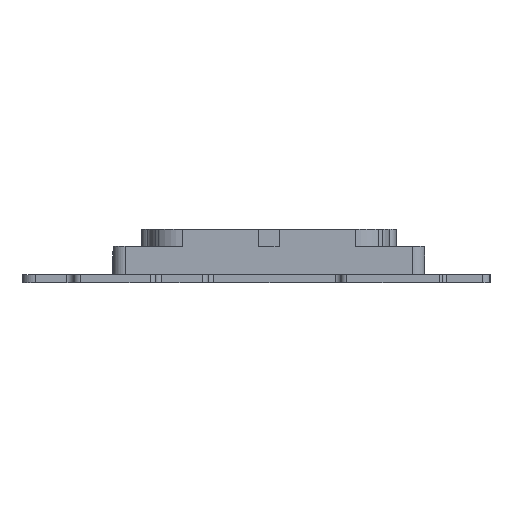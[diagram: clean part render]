
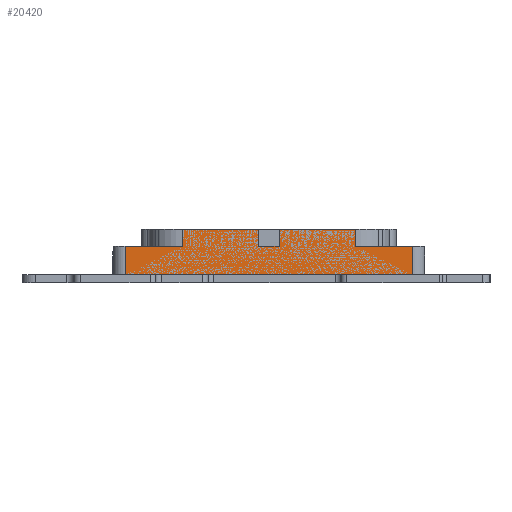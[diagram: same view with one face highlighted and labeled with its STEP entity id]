
A CAD part, left-side view. The second image highlights one B-rep face of the part: STEP entity #20420.
In plain terms, the highlighted planar face has unit normal (-1, 0, 0).
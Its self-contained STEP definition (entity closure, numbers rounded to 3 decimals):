
#726=PLANE('',#22111);
#1598=FACE_OUTER_BOUND('',#2773,.T.);
#2773=EDGE_LOOP('',(#17825,#17826,#17827,#17828,#17829,#17830,#17831,#17832,
#17833,#17834,#17835,#17836));
#4172=LINE('',#31502,#6304);
#4174=LINE('',#31508,#6306);
#4187=LINE('',#31536,#6319);
#4229=LINE('',#31639,#6361);
#4230=LINE('',#31644,#6362);
#4606=LINE('',#32574,#6738);
#4756=LINE('',#33037,#6888);
#4757=LINE('',#33042,#6889);
#4770=LINE('',#33084,#6902);
#4786=LINE('',#33140,#6918);
#4788=LINE('',#33144,#6920);
#4805=LINE('',#33209,#6937);
#6304=VECTOR('',#25539,10.);
#6306=VECTOR('',#25543,10.);
#6319=VECTOR('',#25566,10.);
#6361=VECTOR('',#25628,10.);
#6362=VECTOR('',#25637,10.);
#6738=VECTOR('',#26491,10.);
#6888=VECTOR('',#26919,10.);
#6889=VECTOR('',#26924,10.);
#6902=VECTOR('',#26967,10.);
#6918=VECTOR('',#27033,10.);
#6920=VECTOR('',#27039,10.);
#6937=VECTOR('',#27122,10.);
#9237=VERTEX_POINT('',#31495);
#9240=VERTEX_POINT('',#31500);
#9242=VERTEX_POINT('',#31505);
#9243=VERTEX_POINT('',#31507);
#9253=VERTEX_POINT('',#31535);
#9304=VERTEX_POINT('',#31637);
#9618=VERTEX_POINT('',#32571);
#9619=VERTEX_POINT('',#32573);
#9793=VERTEX_POINT('',#33035);
#9794=VERTEX_POINT('',#33039);
#9809=VERTEX_POINT('',#33083);
#9824=VERTEX_POINT('',#33139);
#11740=EDGE_CURVE('',#9240,#9237,#4172,.T.);
#11742=EDGE_CURVE('',#9242,#9243,#4174,.T.);
#11757=EDGE_CURVE('',#9237,#9253,#4187,.T.);
#11809=EDGE_CURVE('',#9304,#9242,#4229,.T.);
#11812=EDGE_CURVE('',#9243,#9240,#4230,.T.);
#12274=EDGE_CURVE('',#9619,#9618,#4606,.T.);
#12511=EDGE_CURVE('',#9793,#9619,#4756,.T.);
#12513=EDGE_CURVE('',#9794,#9618,#4757,.T.);
#12534=EDGE_CURVE('',#9793,#9809,#4770,.T.);
#12564=EDGE_CURVE('',#9824,#9253,#4786,.T.);
#12567=EDGE_CURVE('',#9304,#9809,#4788,.T.);
#12599=EDGE_CURVE('',#9794,#9824,#4805,.T.);
#17825=ORIENTED_EDGE('',*,*,#11740,.F.);
#17826=ORIENTED_EDGE('',*,*,#11812,.F.);
#17827=ORIENTED_EDGE('',*,*,#11742,.F.);
#17828=ORIENTED_EDGE('',*,*,#11809,.F.);
#17829=ORIENTED_EDGE('',*,*,#12567,.T.);
#17830=ORIENTED_EDGE('',*,*,#12534,.F.);
#17831=ORIENTED_EDGE('',*,*,#12511,.T.);
#17832=ORIENTED_EDGE('',*,*,#12274,.T.);
#17833=ORIENTED_EDGE('',*,*,#12513,.F.);
#17834=ORIENTED_EDGE('',*,*,#12599,.T.);
#17835=ORIENTED_EDGE('',*,*,#12564,.T.);
#17836=ORIENTED_EDGE('',*,*,#11757,.F.);
#20420=ADVANCED_FACE('',(#1598),#726,.F.);
#22111=AXIS2_PLACEMENT_3D('',#33214,#27127,#27128);
#25539=DIRECTION('',(0.,0.,1.));
#25543=DIRECTION('',(0.,0.,-1.));
#25566=DIRECTION('',(0.,-1.,0.));
#25628=DIRECTION('',(0.,-1.,0.));
#25637=DIRECTION('',(0.,-1.,0.));
#26491=DIRECTION('',(0.,-1.,0.));
#26919=DIRECTION('',(0.,0.,-1.));
#26924=DIRECTION('',(0.,0.,-1.));
#26967=DIRECTION('',(0.,-1.,0.));
#27033=DIRECTION('',(0.,0.,1.));
#27039=DIRECTION('',(0.,0.,-1.));
#27122=DIRECTION('',(0.,1.,0.));
#27127=DIRECTION('center_axis',(1.,0.,0.));
#27128=DIRECTION('ref_axis',(0.,-1.,0.));
#31495=CARTESIAN_POINT('',(-113.66,-0.213,6.598));
#31500=CARTESIAN_POINT('',(-113.66,-0.213,4.098));
#31502=CARTESIAN_POINT('',(-113.66,-0.213,5.348));
#31505=CARTESIAN_POINT('',(-113.66,2.787,6.598));
#31507=CARTESIAN_POINT('',(-113.66,2.787,4.098));
#31508=CARTESIAN_POINT('',(-113.66,2.787,5.348));
#31535=CARTESIAN_POINT('',(-113.66,-11.263,6.598));
#31536=CARTESIAN_POINT('',(-113.66,11.724,6.598));
#31637=CARTESIAN_POINT('',(-113.66,13.837,6.598));
#31639=CARTESIAN_POINT('',(-113.66,11.724,6.598));
#31644=CARTESIAN_POINT('',(-113.66,11.724,4.098));
#32571=CARTESIAN_POINT('',(-113.66,-19.588,0.));
#32573=CARTESIAN_POINT('',(-113.66,22.162,0.));
#32574=CARTESIAN_POINT('',(-113.66,13.342,0.));
#33035=CARTESIAN_POINT('',(-113.66,22.162,4.098));
#33037=CARTESIAN_POINT('',(-113.66,22.162,4.098));
#33039=CARTESIAN_POINT('',(-113.66,-19.588,4.098));
#33042=CARTESIAN_POINT('',(-113.66,-19.588,4.098));
#33083=CARTESIAN_POINT('',(-113.66,13.837,4.098));
#33084=CARTESIAN_POINT('',(-113.66,22.162,4.098));
#33139=CARTESIAN_POINT('',(-113.66,-11.263,4.098));
#33140=CARTESIAN_POINT('',(-113.66,-11.263,4.098));
#33144=CARTESIAN_POINT('',(-113.66,13.837,4.098));
#33209=CARTESIAN_POINT('',(-113.66,11.724,4.098));
#33214=CARTESIAN_POINT('Origin',(-113.66,22.162,4.098));
